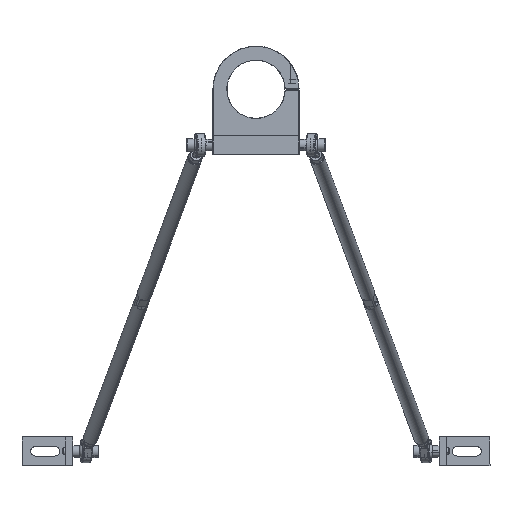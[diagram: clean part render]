
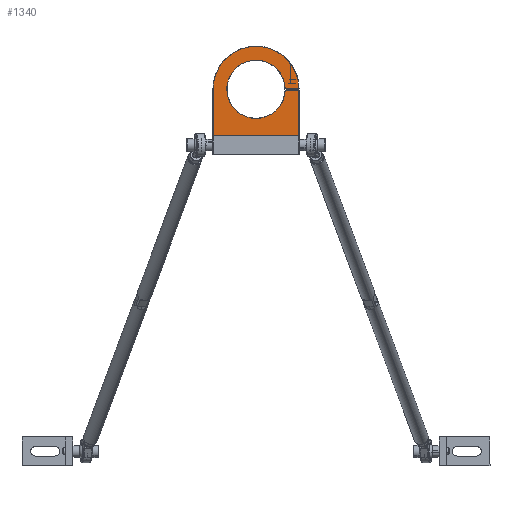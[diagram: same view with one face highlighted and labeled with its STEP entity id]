
A CAD part, left-side view. The second image highlights one B-rep face of the part: STEP entity #1340.
In plain terms, the highlighted planar face has unit normal (-1, 0, 0).
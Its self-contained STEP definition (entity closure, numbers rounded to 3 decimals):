
#339=CARTESIAN_POINT('Vertex',(-7.,-17.683,-9.66)) ;
#342=CARTESIAN_POINT('Axis2P3D Location',(-7.,0.,0.)) ;
#346=CARTESIAN_POINT('Vertex',(-7.,17.683,9.66)) ;
#380=CARTESIAN_POINT('Axis2P3D Location',(-7.,0.,0.)) ;
#384=CARTESIAN_POINT('Vertex',(-7.,20.14,0.65)) ;
#407=CARTESIAN_POINT('Axis2P3D Location',(-7.,0.,0.)) ;
#411=CARTESIAN_POINT('Vertex',(-7.,20.14,-0.65)) ;
#1271=CARTESIAN_POINT('Vertex',(-7.,29.6,31.85)) ;
#1274=CARTESIAN_POINT('Line Origine',(-7.,0.,31.85)) ;
#1278=CARTESIAN_POINT('Vertex',(-7.,-29.6,31.85)) ;
#1293=CARTESIAN_POINT('Axis2P3D Location',(-7.,0.,32.)) ;
#1298=CARTESIAN_POINT('Line Origine',(-7.,29.6,16.25)) ;
#1302=CARTESIAN_POINT('Vertex',(-7.,29.6,0.65)) ;
#1305=CARTESIAN_POINT('Line Origine',(-7.,24.87,0.65)) ;
#1310=CARTESIAN_POINT('Line Origine',(-7.,24.866,-0.65)) ;
#1314=CARTESIAN_POINT('Vertex',(-7.,29.593,-0.65)) ;
#1317=CARTESIAN_POINT('Axis2P3D Location',(-7.,0.,0.)) ;
#1321=CARTESIAN_POINT('Vertex',(-7.,-29.6,0.)) ;
#1324=CARTESIAN_POINT('Line Origine',(-7.,-29.6,15.925)) ;
#343=DIRECTION('Axis2P3D Direction',(-1.,-0.,0.)) ;
#381=DIRECTION('Axis2P3D Direction',(-1.,-0.,0.)) ;
#408=DIRECTION('Axis2P3D Direction',(-1.,0.,0.)) ;
#1275=DIRECTION('Vector Direction',(0.,-1.,0.)) ;
#1294=DIRECTION('Axis2P3D Direction',(-1.,-0.,-0.)) ;
#1295=DIRECTION('Axis2P3D XDirection',(0.,0.,-1.)) ;
#1299=DIRECTION('Vector Direction',(0.,0.,-1.)) ;
#1306=DIRECTION('Vector Direction',(0.,1.,0.)) ;
#1311=DIRECTION('Vector Direction',(0.,-1.,0.)) ;
#1318=DIRECTION('Axis2P3D Direction',(-1.,-0.,-0.)) ;
#1325=DIRECTION('Vector Direction',(0.,0.,-1.)) ;
#344=AXIS2_PLACEMENT_3D('Circle Axis2P3D',#342,#343,$) ;
#382=AXIS2_PLACEMENT_3D('Circle Axis2P3D',#380,#381,$) ;
#409=AXIS2_PLACEMENT_3D('Circle Axis2P3D',#407,#408,$) ;
#1296=AXIS2_PLACEMENT_3D('Plane Axis2P3D',#1293,#1294,#1295) ;
#1319=AXIS2_PLACEMENT_3D('Circle Axis2P3D',#1317,#1318,$) ;
#1330=ORIENTED_EDGE('',*,*,#1304,.T.) ;
#1331=ORIENTED_EDGE('',*,*,#1309,.F.) ;
#1332=ORIENTED_EDGE('',*,*,#386,.F.) ;
#1333=ORIENTED_EDGE('',*,*,#348,.F.) ;
#1334=ORIENTED_EDGE('',*,*,#413,.F.) ;
#1335=ORIENTED_EDGE('',*,*,#1316,.F.) ;
#1336=ORIENTED_EDGE('',*,*,#1323,.T.) ;
#1337=ORIENTED_EDGE('',*,*,#1328,.T.) ;
#1338=ORIENTED_EDGE('',*,*,#1280,.T.) ;
#1276=VECTOR('Line Direction',#1275,1.) ;
#1300=VECTOR('Line Direction',#1299,1.) ;
#1307=VECTOR('Line Direction',#1306,1.) ;
#1312=VECTOR('Line Direction',#1311,1.) ;
#1326=VECTOR('Line Direction',#1325,1.) ;
#1340=ADVANCED_FACE('Hauptk\X2\00F6\X0\rper',(#1339),#1297,.T.) ;
#345=CIRCLE('generated circle',#344,20.15) ;
#383=CIRCLE('generated circle',#382,20.15) ;
#410=CIRCLE('generated circle',#409,20.15) ;
#1320=CIRCLE('generated circle',#1319,29.6) ;
#348=EDGE_CURVE('',#340,#347,#345,.T.) ;
#386=EDGE_CURVE('',#347,#385,#383,.T.) ;
#413=EDGE_CURVE('',#412,#340,#410,.T.) ;
#1280=EDGE_CURVE('',#1279,#1272,#1277,.F.) ;
#1304=EDGE_CURVE('',#1272,#1303,#1301,.T.) ;
#1309=EDGE_CURVE('',#385,#1303,#1308,.T.) ;
#1316=EDGE_CURVE('',#1315,#412,#1313,.T.) ;
#1323=EDGE_CURVE('',#1315,#1322,#1320,.T.) ;
#1328=EDGE_CURVE('',#1322,#1279,#1327,.F.) ;
#1329=EDGE_LOOP('',(#1330,#1331,#1332,#1333,#1334,#1335,#1336,#1337,#1338)) ;
#1339=FACE_OUTER_BOUND('',#1329,.T.) ;
#1277=LINE('Line',#1274,#1276) ;
#1301=LINE('Line',#1298,#1300) ;
#1308=LINE('Line',#1305,#1307) ;
#1313=LINE('Line',#1310,#1312) ;
#1327=LINE('Line',#1324,#1326) ;
#1297=PLANE('',#1296) ;
#340=VERTEX_POINT('',#339) ;
#347=VERTEX_POINT('',#346) ;
#385=VERTEX_POINT('',#384) ;
#412=VERTEX_POINT('',#411) ;
#1272=VERTEX_POINT('',#1271) ;
#1279=VERTEX_POINT('',#1278) ;
#1303=VERTEX_POINT('',#1302) ;
#1315=VERTEX_POINT('',#1314) ;
#1322=VERTEX_POINT('',#1321) ;
